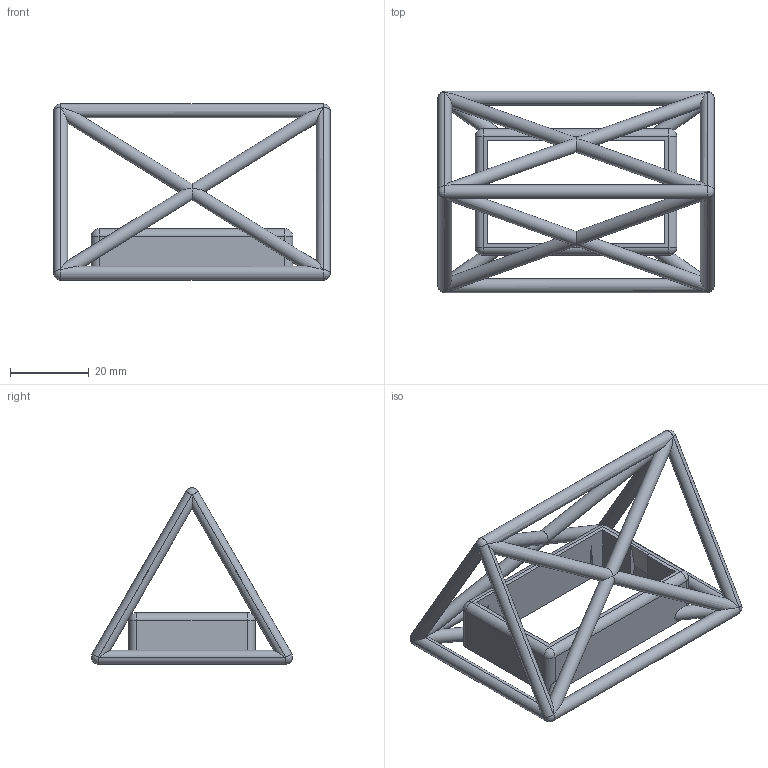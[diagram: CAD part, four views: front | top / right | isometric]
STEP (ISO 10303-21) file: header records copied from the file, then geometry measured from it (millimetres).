
FILE_DESCRIPTION(('Open CASCADE Model'),'2;1');
FILE_NAME('Open CASCADE Shape Model','2022-08-27T22:22:10',('Author'),( 'Open CASCADE'),'Open CASCADE STEP processor 7.5','Open CASCADE 7.5' ,'Unknown');
FILE_SCHEMA(('AUTOMOTIVE_DESIGN { 1 0 10303 214 1 1 1 1 }'));
Length unit declared in the file: millimetre
Products named in the file (1): Open CASCADE STEP translator 7.5 1
Bounding box: 70 x 51 x 44.64 mm (x, y, z)
Volume: 13444.4 mm3; surface area: 13298.3 mm2
Topology: 1 solids, 1 shells, 147 faces, 445 edges, 268 vertices
Faces by surface type: plane 70, cylinder 61, revolution 8, sphere 4, cone 4
Full cylindrical faces by diameter (mm): 3.5 x15
Entity records: 17662 total; most frequent: CARTESIAN_POINT 9596, DIRECTION 1360, ORIENTED_EDGE 874, PCURVE 874, DEFINITIONAL_REPRESENTATION 874, LINE 623, VECTOR 623, EDGE_CURVE 437
